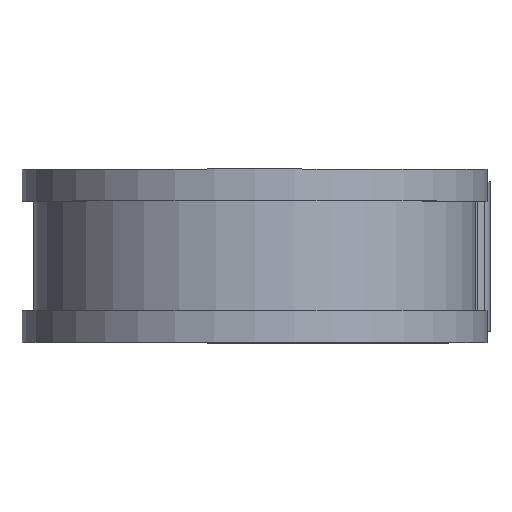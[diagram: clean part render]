
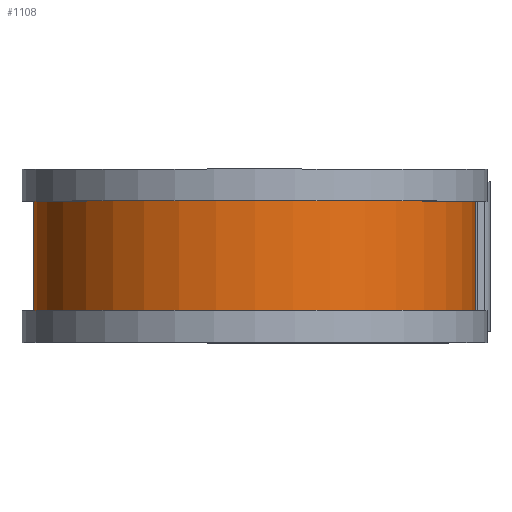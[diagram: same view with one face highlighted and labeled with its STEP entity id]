
A CAD part, top view. The second image highlights one B-rep face of the part: STEP entity #1108.
In plain terms, the highlighted cylindrical face has radius 28.143 mm (diameter 56.286 mm), a partial arc.
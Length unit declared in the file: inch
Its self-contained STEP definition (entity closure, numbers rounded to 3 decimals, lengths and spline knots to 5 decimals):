
#6 = AXIS2_PLACEMENT_3D ( 'NONE', #45, #52, #1647 ) ;
#8 = EDGE_LOOP ( 'NONE', ( #1665, #874, #224, #1507 ) ) ;
#45 = CARTESIAN_POINT ( 'NONE',  ( 0., 0.275, 0. ) ) ;
#52 = DIRECTION ( 'NONE',  ( 0., -1., 0. ) ) ;
#58 = EDGE_CURVE ( 'NONE', #85, #1546, #526, .T. ) ;
#85 = VERTEX_POINT ( 'NONE', #1322 ) ;
#93 = VECTOR ( 'NONE', #263, 39.37008 ) ;
#180 = EDGE_CURVE ( 'NONE', #1532, #1546, #1644, .T. ) ;
#224 = ORIENTED_EDGE ( 'NONE', *, *, #180, .T. ) ;
#229 = EDGE_CURVE ( 'NONE', #492, #1532, #1066, .T. ) ;
#263 = DIRECTION ( 'NONE',  ( 0., -1., 0. ) ) ;
#492 = VERTEX_POINT ( 'NONE', #708 ) ;
#526 = CIRCLE ( 'NONE', #711, 1.108 ) ;
#564 = CYLINDRICAL_SURFACE ( 'NONE', #1121, 1.108 ) ;
#700 = CARTESIAN_POINT ( 'NONE',  ( 0., -0.275, -1.108 ) ) ;
#708 = CARTESIAN_POINT ( 'NONE',  ( 1.108, 0.275, 0. ) ) ;
#711 = AXIS2_PLACEMENT_3D ( 'NONE', #1519, #1509, #1473 ) ;
#747 = DIRECTION ( 'NONE',  ( 0., -1., 0. ) ) ;
#868 = DIRECTION ( 'NONE',  ( 0., 0., -1. ) ) ;
#874 = ORIENTED_EDGE ( 'NONE', *, *, #229, .T. ) ;
#1066 = CIRCLE ( 'NONE', #6, 1.108 ) ;
#1107 = LINE ( 'NONE', #1144, #93 ) ;
#1108 = ADVANCED_FACE ( 'NONE', ( #1246 ), #564, .T. ) ;
#1121 = AXIS2_PLACEMENT_3D ( 'NONE', #1653, #747, #868 ) ;
#1144 = CARTESIAN_POINT ( 'NONE',  ( 1.108, 0.375, 0. ) ) ;
#1234 = VECTOR ( 'NONE', #1734, 39.37008 ) ;
#1246 = FACE_OUTER_BOUND ( 'NONE', #8, .T. ) ;
#1288 = CARTESIAN_POINT ( 'NONE',  ( 0., 0.275, -1.108 ) ) ;
#1322 = CARTESIAN_POINT ( 'NONE',  ( 1.108, -0.275, 0. ) ) ;
#1375 = EDGE_CURVE ( 'NONE', #492, #85, #1107, .T. ) ;
#1473 = DIRECTION ( 'NONE',  ( 0., 0., -1. ) ) ;
#1507 = ORIENTED_EDGE ( 'NONE', *, *, #58, .F. ) ;
#1509 = DIRECTION ( 'NONE',  ( 0., -1., 0. ) ) ;
#1519 = CARTESIAN_POINT ( 'NONE',  ( 0., -0.275, 0. ) ) ;
#1532 = VERTEX_POINT ( 'NONE', #1288 ) ;
#1546 = VERTEX_POINT ( 'NONE', #700 ) ;
#1644 = LINE ( 'NONE', #1747, #1234 ) ;
#1647 = DIRECTION ( 'NONE',  ( 0., 0., -1. ) ) ;
#1653 = CARTESIAN_POINT ( 'NONE',  ( 0., 0.375, 0. ) ) ;
#1665 = ORIENTED_EDGE ( 'NONE', *, *, #1375, .F. ) ;
#1734 = DIRECTION ( 'NONE',  ( 0., -1., 0. ) ) ;
#1747 = CARTESIAN_POINT ( 'NONE',  ( 0., 0.375, -1.108 ) ) ;
